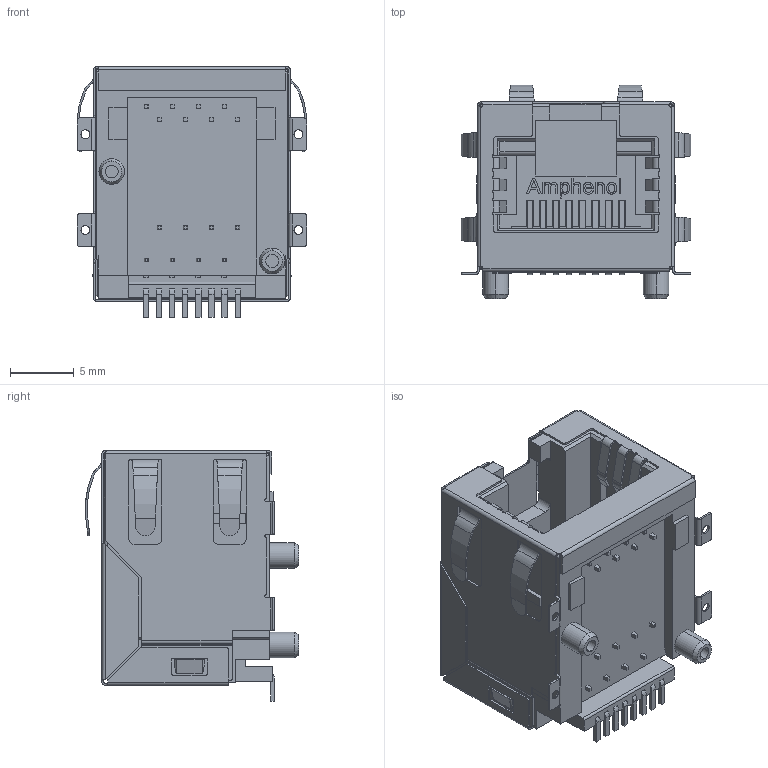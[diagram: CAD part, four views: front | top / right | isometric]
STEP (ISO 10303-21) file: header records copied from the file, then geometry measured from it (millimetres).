
FILE_DESCRIPTION (( 'STEP AP214' ), '1' );
FILE_NAME ('M-RJE3A-1ER-0001-REVT5.STEP', '2023-06-11T01:42:57', ( '' ), ( '' ), 'SwSTEP 2.0', 'SolidWorks 2021', '' );
FILE_SCHEMA (( 'AUTOMOTIVE_DESIGN' ));
Length unit declared in the file: millimetre
Products named in the file (1): M-RJE3A-1ER-0001-REVT5
Bounding box: 17.99 x 16.7 x 19.6 mm (x, y, z)
Volume: 2303.4 mm3; surface area: 4304.4 mm2
Topology: 1 solids, 1 shells, 1206 faces, 3228 edges, 2078 vertices
Faces by surface type: plane 748, cylinder 300, bspline 152, cone 4, sphere 2
Entity records: 44010 total; most frequent: CARTESIAN_POINT 14567, ORIENTED_EDGE 6452, DIRECTION 5498, EDGE_CURVE 3226, LINE 2380, VECTOR 2380, VERTEX_POINT 2078, AXIS2_PLACEMENT_3D 1559
